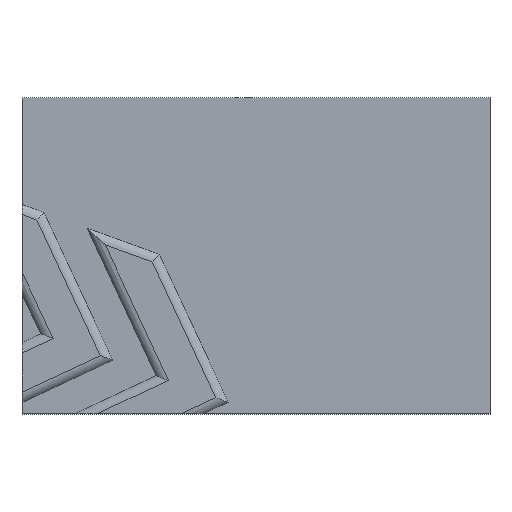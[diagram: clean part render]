
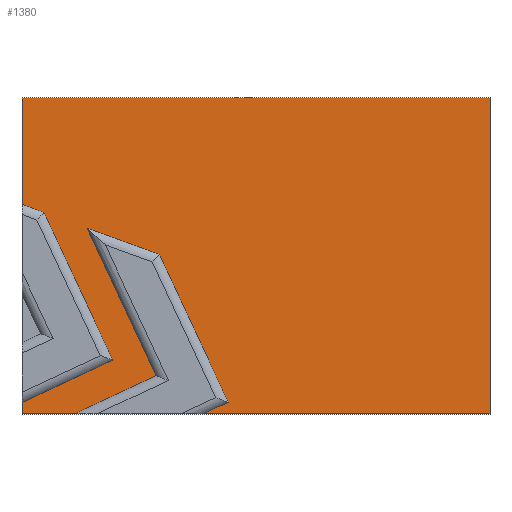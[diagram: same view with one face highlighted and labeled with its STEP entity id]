
A CAD part, top view. The second image highlights one B-rep face of the part: STEP entity #1380.
In plain terms, the highlighted planar face has unit normal (0, 0, 1).
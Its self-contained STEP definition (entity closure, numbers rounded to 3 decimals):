
#21=PLANE($,#1469);
#94=FACE_OUTER_BOUND($,#167,.T.);
#167=EDGE_LOOP($,(#1026,#1027,#1028,#1029,#1030,#1031,#1032,#1033,#1034,
#1035,#1036,#1037,#1038,#1039));
#239=LINE($,#1919,#427);
#247=LINE($,#1935,#435);
#249=LINE($,#1942,#437);
#250=LINE($,#1946,#438);
#251=LINE($,#1948,#439);
#253=LINE($,#1957,#441);
#259=LINE($,#1970,#447);
#260=LINE($,#1977,#448);
#261=LINE($,#1980,#449);
#262=LINE($,#1983,#450);
#263=LINE($,#1986,#451);
#264=LINE($,#1988,#452);
#265=LINE($,#1990,#453);
#266=LINE($,#1991,#454);
#427=VECTOR($,#1553,9.816);
#435=VECTOR($,#1561,1.062);
#437=VECTOR($,#1571,2.142);
#438=VECTOR($,#1576,15.);
#439=VECTOR($,#1579,9.216);
#441=VECTOR($,#1587,2.572);
#447=VECTOR($,#1597,15.);
#448=VECTOR($,#1606,8.294);
#449=VECTOR($,#1609,7.071);
#450=VECTOR($,#1614,15.);
#451=VECTOR($,#1619,4.822);
#452=VECTOR($,#1620,26.447);
#453=VECTOR($,#1621,29.1);
#454=VECTOR($,#1622,43.1);
#629=VERTEX_POINT($,#1916);
#630=VERTEX_POINT($,#1918);
#637=VERTEX_POINT($,#1932);
#638=VERTEX_POINT($,#1934);
#639=VERTEX_POINT($,#1940);
#640=VERTEX_POINT($,#1944);
#641=VERTEX_POINT($,#1950);
#644=VERTEX_POINT($,#1955);
#649=VERTEX_POINT($,#1969);
#650=VERTEX_POINT($,#1973);
#651=VERTEX_POINT($,#1975);
#652=VERTEX_POINT($,#1979);
#653=VERTEX_POINT($,#1987);
#654=VERTEX_POINT($,#1989);
#766=EDGE_CURVE($,#630,#629,#239,.T.);
#774=EDGE_CURVE($,#638,#637,#247,.T.);
#778=EDGE_CURVE($,#629,#639,#249,.T.);
#780=EDGE_CURVE($,#639,#640,#250,.T.);
#781=EDGE_CURVE($,#640,#638,#251,.T.);
#785=EDGE_CURVE($,#641,#644,#253,.T.);
#791=EDGE_CURVE($,#649,#641,#259,.T.);
#795=EDGE_CURVE($,#650,#651,#260,.T.);
#796=EDGE_CURVE($,#652,#649,#261,.T.);
#798=EDGE_CURVE($,#651,#652,#262,.T.);
#799=EDGE_CURVE($,#637,#650,#263,.T.);
#800=EDGE_CURVE($,#644,#653,#264,.T.);
#801=EDGE_CURVE($,#653,#654,#265,.T.);
#802=EDGE_CURVE($,#654,#630,#266,.T.);
#1026=ORIENTED_EDGE($,*,*,#778,.T.);
#1027=ORIENTED_EDGE($,*,*,#780,.T.);
#1028=ORIENTED_EDGE($,*,*,#781,.T.);
#1029=ORIENTED_EDGE($,*,*,#774,.T.);
#1030=ORIENTED_EDGE($,*,*,#799,.T.);
#1031=ORIENTED_EDGE($,*,*,#795,.T.);
#1032=ORIENTED_EDGE($,*,*,#798,.T.);
#1033=ORIENTED_EDGE($,*,*,#796,.T.);
#1034=ORIENTED_EDGE($,*,*,#791,.T.);
#1035=ORIENTED_EDGE($,*,*,#785,.T.);
#1036=ORIENTED_EDGE($,*,*,#800,.T.);
#1037=ORIENTED_EDGE($,*,*,#801,.T.);
#1038=ORIENTED_EDGE($,*,*,#802,.T.);
#1039=ORIENTED_EDGE($,*,*,#766,.T.);
#1380=ADVANCED_FACE($,(#94),#21,.T.);
#1469=AXIS2_PLACEMENT_3D($,#1985,#1617,#1618);
#1553=DIRECTION($,(0.,-1.,0.));
#1561=DIRECTION($,(0.,-1.,0.));
#1571=DIRECTION($,(0.94,-0.342,0.));
#1576=DIRECTION($,(0.423,-0.906,0.));
#1579=DIRECTION($,(-0.906,-0.423,0.));
#1587=DIRECTION($,(-0.906,-0.423,0.));
#1597=DIRECTION($,(0.423,-0.906,0.));
#1606=DIRECTION($,(0.906,0.423,0.));
#1609=DIRECTION($,(0.94,-0.342,0.));
#1614=DIRECTION($,(-0.423,0.906,0.));
#1617=DIRECTION('center_axis',(0.,0.,1.));
#1618=DIRECTION('ref_axis',(1.,0.,0.));
#1619=DIRECTION($,(1.,0.,0.));
#1620=DIRECTION($,(1.,0.,0.));
#1621=DIRECTION($,(0.,1.,0.));
#1622=DIRECTION($,(-1.,0.,0.));
#1916=CARTESIAN_POINT('',(-21.55,4.734,1.5));
#1918=CARTESIAN_POINT('',(-21.55,14.55,1.5));
#1919=CARTESIAN_POINT($,(-21.55,-14.55,1.5));
#1932=CARTESIAN_POINT('',(-21.55,-14.55,1.5));
#1934=CARTESIAN_POINT('',(-21.55,-13.488,1.5));
#1935=CARTESIAN_POINT($,(-21.55,-14.55,1.5));
#1940=CARTESIAN_POINT('',(-19.537,4.001,1.5));
#1942=CARTESIAN_POINT($,(-10.268,0.628,1.5));
#1944=CARTESIAN_POINT('',(-13.198,-9.594,1.5));
#1946=CARTESIAN_POINT($,(-13.856,-8.181,1.5));
#1948=CARTESIAN_POINT($,(-10.116,-8.157,1.5));
#1950=CARTESIAN_POINT('',(-2.566,-13.463,1.5));
#1955=CARTESIAN_POINT('',(-4.897,-14.55,1.5));
#1957=CARTESIAN_POINT($,(-0.099,-12.313,1.5));
#1969=CARTESIAN_POINT('',(-8.905,0.132,1.5));
#1970=CARTESIAN_POINT($,(-4.915,-8.425,1.5));
#1973=CARTESIAN_POINT('',(-16.728,-14.55,1.5));
#1975=CARTESIAN_POINT('',(-9.211,-11.045,1.5));
#1977=CARTESIAN_POINT($,(-3.313,-8.294,1.5));
#1979=CARTESIAN_POINT('',(-15.55,2.55,1.5));
#1980=CARTESIAN_POINT($,(-4.952,-1.307,1.5));
#1983=CARTESIAN_POINT($,(-13.673,-1.475,1.5));
#1985=CARTESIAN_POINT('Origin',(0.,0.,1.5));
#1986=CARTESIAN_POINT($,(21.55,-14.55,1.5));
#1987=CARTESIAN_POINT('',(21.55,-14.55,1.5));
#1988=CARTESIAN_POINT($,(21.55,-14.55,1.5));
#1989=CARTESIAN_POINT('',(21.55,14.55,1.5));
#1990=CARTESIAN_POINT($,(21.55,14.55,1.5));
#1991=CARTESIAN_POINT($,(-21.55,14.55,1.5));
